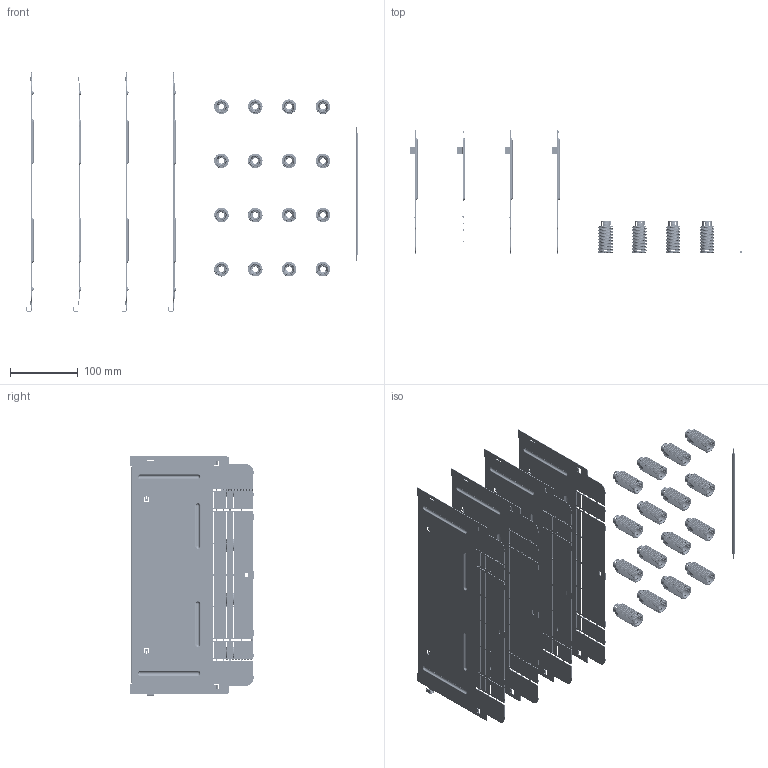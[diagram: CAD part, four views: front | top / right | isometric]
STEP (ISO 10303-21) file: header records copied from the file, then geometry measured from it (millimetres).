
FILE_DESCRIPTION (( 'STEP AP214' ), '1' );
FILE_NAME ('7410136.STEP', '2022-11-23T09:38:58', ( '' ), ( '' ), 'SwSTEP 2.0', 'SolidWorks 2020', '' );
FILE_SCHEMA (( 'AUTOMOTIVE_DESIGN' ));
Length unit declared in the file: millimetre
Products named in the file (4): 216732_250.STEP; 210552_Standard.STEP; 7410136; 002125_Standard
Assembly tree (21 placements, depth 2):
  7410136
    216732_250.STEP  x4
    210552_Standard.STEP  x16
    002125_Standard
Bounding box: 490.24 x 182.5 x 352.94 mm (x, y, z)
Volume: 312557.5 mm3; surface area: 643191.6 mm2
Topology: 21 solids, 21 shells, 6080 faces, 16932 edges, 10648 vertices
Faces by surface type: plane 2296, bspline 1768, cylinder 1344, torus 336, cone 224, sphere 112
Entity records: 94812 total; most frequent: CARTESIAN_POINT 75438, ORIENTED_EDGE 4276, DIRECTION 3350, EDGE_CURVE 2138, VERTEX_POINT 1368, LINE 1348, VECTOR 1348, AXIS2_PLACEMENT_3D 1001
